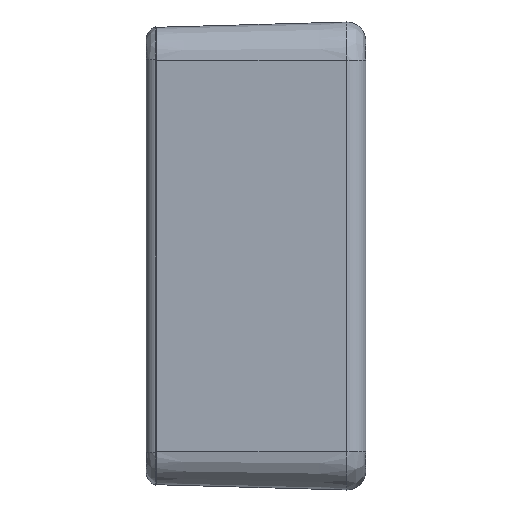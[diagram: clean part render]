
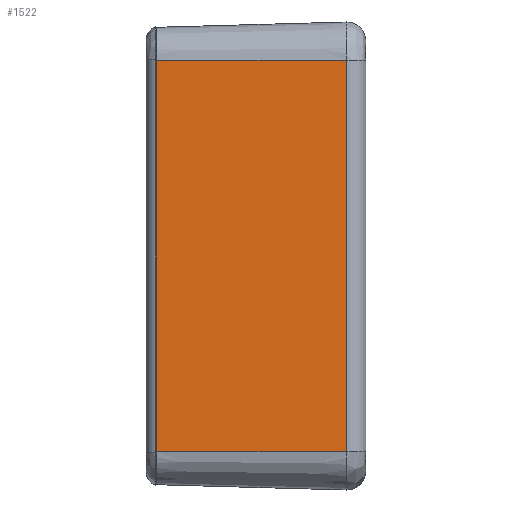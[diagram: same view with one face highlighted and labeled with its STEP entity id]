
A CAD part, left-side view. The second image highlights one B-rep face of the part: STEP entity #1522.
In plain terms, the highlighted planar face has unit normal (-1, 0.028, 0).
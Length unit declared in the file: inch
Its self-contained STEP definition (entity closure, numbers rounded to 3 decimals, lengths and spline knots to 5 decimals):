
#877 = EDGE_LOOP ( 'NONE', ( #1353, #1354, #1355, #1356 ) ) ;
#960 = EDGE_CURVE ( 'NONE', #6500, #6630, #7410, .T. ) ;
#968 = EDGE_CURVE ( 'NONE', #6630, #6629, #7426, .T. ) ;
#969 = EDGE_CURVE ( 'NONE', #6629, #6493, #7420, .T. ) ;
#970 = EDGE_CURVE ( 'NONE', #6493, #6500, #7416, .T. ) ;
#1353 = ORIENTED_EDGE ( 'NONE', *, *, #969, .F. ) ;
#1354 = ORIENTED_EDGE ( 'NONE', *, *, #968, .F. ) ;
#1355 = ORIENTED_EDGE ( 'NONE', *, *, #960, .F. ) ;
#1356 = ORIENTED_EDGE ( 'NONE', *, *, #970, .F. ) ;
#1522 = ADVANCED_FACE ( 'NONE', ( #7771 ), #8082, .T. ) ;
#2186 = AXIS2_PLACEMENT_3D ( 'NONE', #8062, #8095, #8096 ) ;
#2315 = CARTESIAN_POINT ( 'NONE',  ( -550.88323, -19645.66929, -1.285 ) ) ;
#2323 = DIRECTION ( 'NONE',  ( 0.028, 1., 0. ) ) ;
#2338 = CARTESIAN_POINT ( 'NONE',  ( -550.88323, -19645.66929, 1.285 ) ) ;
#2340 = CARTESIAN_POINT ( 'NONE',  ( -2.13, 0., 1.285 ) ) ;
#2341 = DIRECTION ( 'NONE',  ( 0., 0., 1. ) ) ;
#2342 = CARTESIAN_POINT ( 'NONE',  ( -2.16482, -1.24651, -1.285 ) ) ;
#2343 = DIRECTION ( 'NONE',  ( -0.028, -1., 0. ) ) ;
#2345 = DIRECTION ( 'NONE',  ( 0., 0., -1. ) ) ;
#6493 = VERTEX_POINT ( 'NONE', #10677 ) ;
#6500 = VERTEX_POINT ( 'NONE', #10684 ) ;
#6629 = VERTEX_POINT ( 'NONE', #10813 ) ;
#6630 = VERTEX_POINT ( 'NONE', #10814 ) ;
#7410 = LINE ( 'NONE', #2315, #7412 ) ;
#7412 = VECTOR ( 'NONE', #2323, 39.37008 ) ;
#7416 = LINE ( 'NONE', #2342, #7430 ) ;
#7420 = LINE ( 'NONE', #2338, #7428 ) ;
#7426 = LINE ( 'NONE', #2340, #7427 ) ;
#7427 = VECTOR ( 'NONE', #2341, 39.37008 ) ;
#7428 = VECTOR ( 'NONE', #2343, 39.37008 ) ;
#7430 = VECTOR ( 'NONE', #2345, 39.37008 ) ;
#7771 = FACE_OUTER_BOUND ( 'NONE', #877, .T. ) ;
#8062 = CARTESIAN_POINT ( 'NONE',  ( -2.13, 0., -1.285 ) ) ;
#8082 = PLANE ( 'NONE',  #2186 ) ;
#8095 = DIRECTION ( 'NONE',  ( -1., 0.028, 0. ) ) ;
#8096 = DIRECTION ( 'NONE',  ( -0.028, -1., 0. ) ) ;
#10677 = CARTESIAN_POINT ( 'NONE',  ( -2.16482, -1.24651, 1.285 ) ) ;
#10684 = CARTESIAN_POINT ( 'NONE',  ( -2.16482, -1.24651, -1.285 ) ) ;
#10813 = CARTESIAN_POINT ( 'NONE',  ( -2.13, 0., 1.285 ) ) ;
#10814 = CARTESIAN_POINT ( 'NONE',  ( -2.13, 0., -1.285 ) ) ;
